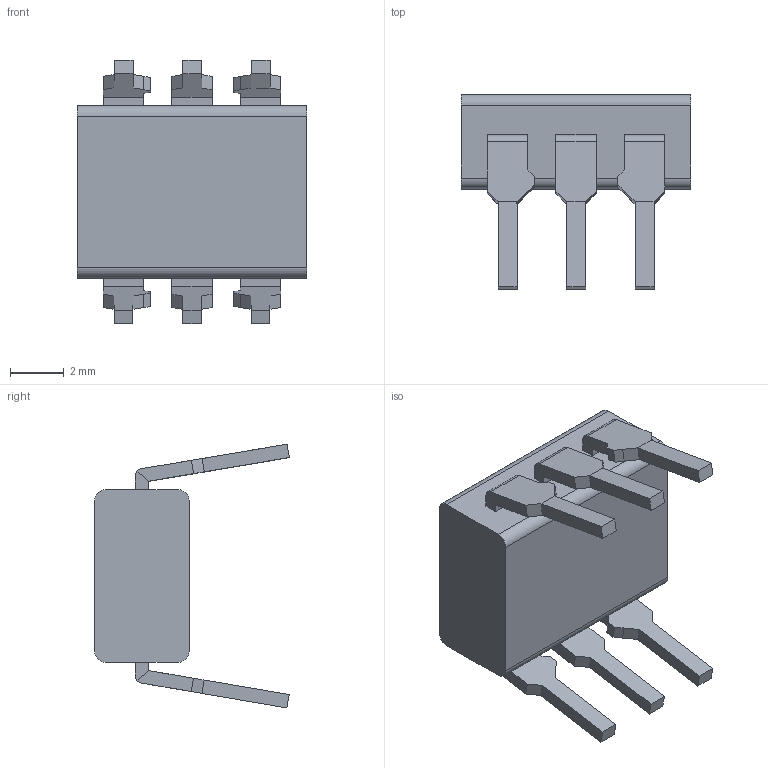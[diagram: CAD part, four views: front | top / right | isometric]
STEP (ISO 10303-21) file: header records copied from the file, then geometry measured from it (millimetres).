
FILE_DESCRIPTION(/* description */ (''),/* implementation_level */ '2;1');
FILE_NAME(/* name */ 'Moc3061.step',/* time_stamp */ '2019-09-09T10:18:48-05:00',/* author */ (''),/* organization */ (''),/* preprocessor_version */ 'ST-DEVELOPER v18',/* originating_system */ 'Autodesk Translation Framework v8.6.0.1094',/* authorisation */ '');
FILE_SCHEMA (('AUTOMOTIVE_DESIGN { 1 0 10303 214 3 1 1 }'));
Length unit declared in the file: millimetre
Products named in the file (1): (Unsaved)
Bounding box: 8.5 x 7.22 x 9.78 mm (x, y, z)
Volume: 208.2 mm3; surface area: 318.4 mm2
Topology: 1 solids, 1 shells, 124 faces, 369 edges, 264 vertices
Faces by surface type: plane 113, cylinder 11
Full cylindrical faces by diameter (mm): 1.002 x1
Entity records: 6516 total; most frequent: CARTESIAN_POINT 3008, ORIENTED_EDGE 738, DIRECTION 606, EDGE_CURVE 369, LINE 284, VECTOR 284, VERTEX_POINT 264, AXIS2_PLACEMENT_3D 161
